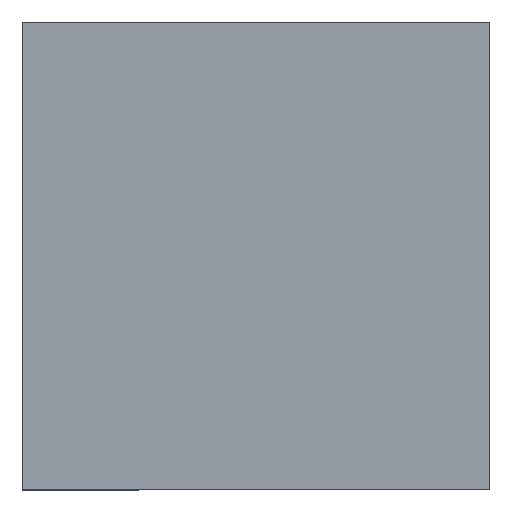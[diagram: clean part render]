
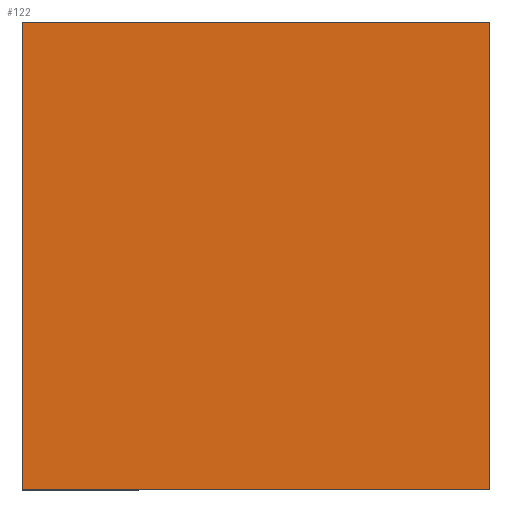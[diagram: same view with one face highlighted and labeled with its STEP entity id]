
A CAD part, top view. The second image highlights one B-rep face of the part: STEP entity #122.
In plain terms, the highlighted planar face has unit normal (0, 0, 1).
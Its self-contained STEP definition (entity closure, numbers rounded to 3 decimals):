
#8 = DIRECTION ( 'NONE',  ( 0., 0., 1. ) ) ;
#16 = CARTESIAN_POINT ( 'NONE',  ( 350., -350., 2. ) ) ;
#17 = ORIENTED_EDGE ( 'NONE', *, *, #114, .T. ) ;
#25 = CARTESIAN_POINT ( 'NONE',  ( -350., -350., 2. ) ) ;
#32 = DIRECTION ( 'NONE',  ( 0., -1., 0. ) ) ;
#39 = VECTOR ( 'NONE', #184, 1000. ) ;
#40 = EDGE_CURVE ( 'NONE', #41, #67, #88, .T. ) ;
#41 = VERTEX_POINT ( 'NONE', #155 ) ;
#44 = CARTESIAN_POINT ( 'NONE',  ( -350., -350., 2. ) ) ;
#54 = VERTEX_POINT ( 'NONE', #44 ) ;
#58 = DIRECTION ( 'NONE',  ( -1., 0., 0. ) ) ;
#63 = CARTESIAN_POINT ( 'NONE',  ( 350., -350., 2. ) ) ;
#67 = VERTEX_POINT ( 'NONE', #102 ) ;
#78 = EDGE_CURVE ( 'NONE', #67, #149, #115, .T. ) ;
#83 = EDGE_CURVE ( 'NONE', #149, #54, #116, .T. ) ;
#84 = ORIENTED_EDGE ( 'NONE', *, *, #40, .T. ) ;
#88 = LINE ( 'NONE', #16, #39 ) ;
#102 = CARTESIAN_POINT ( 'NONE',  ( 350., 350., 2. ) ) ;
#108 = DIRECTION ( 'NONE',  ( 1., 0., 0. ) ) ;
#109 = VECTOR ( 'NONE', #32, 1000. ) ;
#110 = CARTESIAN_POINT ( 'NONE',  ( -350., 350., 2. ) ) ;
#114 = EDGE_CURVE ( 'NONE', #54, #41, #144, .T. ) ;
#115 = LINE ( 'NONE', #181, #199 ) ;
#116 = LINE ( 'NONE', #25, #109 ) ;
#120 = ORIENTED_EDGE ( 'NONE', *, *, #83, .T. ) ;
#122 = ADVANCED_FACE ( 'NONE', ( #124 ), #194, .T. ) ;
#124 = FACE_OUTER_BOUND ( 'NONE', #171, .T. ) ;
#144 = LINE ( 'NONE', #63, #148 ) ;
#148 = VECTOR ( 'NONE', #177, 1000. ) ;
#149 = VERTEX_POINT ( 'NONE', #110 ) ;
#154 = AXIS2_PLACEMENT_3D ( 'NONE', #173, #8, #108 ) ;
#155 = CARTESIAN_POINT ( 'NONE',  ( 350., -350., 2. ) ) ;
#171 = EDGE_LOOP ( 'NONE', ( #120, #17, #84, #201 ) ) ;
#173 = CARTESIAN_POINT ( 'NONE',  ( 0., 0., 2. ) ) ;
#177 = DIRECTION ( 'NONE',  ( 1., 0., 0. ) ) ;
#181 = CARTESIAN_POINT ( 'NONE',  ( 350., 350., 2. ) ) ;
#184 = DIRECTION ( 'NONE',  ( 0., 1., 0. ) ) ;
#194 = PLANE ( 'NONE',  #154 ) ;
#199 = VECTOR ( 'NONE', #58, 1000. ) ;
#201 = ORIENTED_EDGE ( 'NONE', *, *, #78, .T. ) ;
